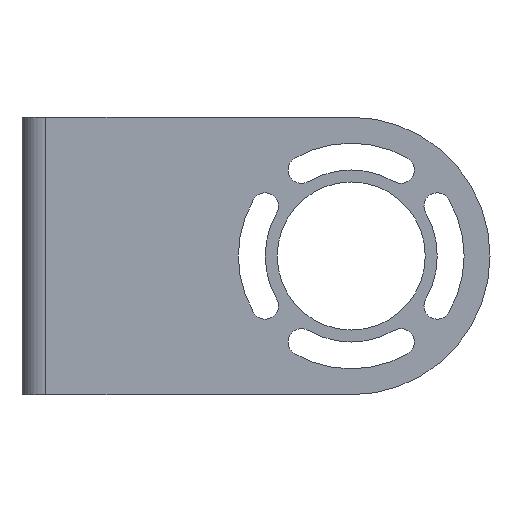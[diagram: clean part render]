
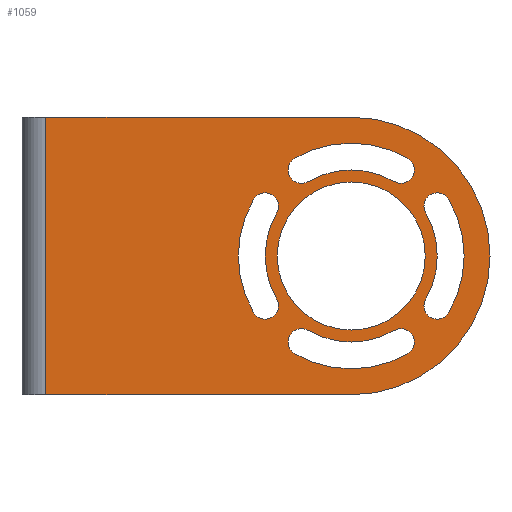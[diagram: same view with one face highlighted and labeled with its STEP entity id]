
A CAD part, front view. The second image highlights one B-rep face of the part: STEP entity #1059.
In plain terms, the highlighted planar face has unit normal (0, -1, 0).
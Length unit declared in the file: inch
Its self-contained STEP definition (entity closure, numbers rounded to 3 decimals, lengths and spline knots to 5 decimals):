
#296=CARTESIAN_POINT('',(0.,0.00094,0.));
#297=DIRECTION('',(0.,1.,0.));
#298=DIRECTION('',(0.,0.,1.));
#299=AXIS2_PLACEMENT_3D('',#296,#297,#298);
#301=DIRECTION('',(-1.,0.,0.));
#302=VECTOR('',#301,2.59843);
#303=CARTESIAN_POINT('',(0.,0.00094,-1.1811));
#304=LINE('',#303,#302);
#305=DIRECTION('',(1.,0.,0.));
#306=VECTOR('',#305,2.59843);
#307=CARTESIAN_POINT('',(-2.59843,0.00094,1.1811));
#308=LINE('',#307,#306);
#309=CARTESIAN_POINT('',(0.,0.00094,0.));
#310=DIRECTION('',(0.,1.,0.));
#311=DIRECTION('',(-0.866,0.,-0.5));
#312=AXIS2_PLACEMENT_3D('',#309,#310,#311);
#314=CARTESIAN_POINT('',(-0.73305,0.00094,
-0.42323));
#315=DIRECTION('',(0.,1.,0.));
#316=DIRECTION('',(0.866,0.,0.5));
#317=AXIS2_PLACEMENT_3D('',#314,#315,#316);
#319=CARTESIAN_POINT('',(0.,0.00094,0.));
#320=DIRECTION('',(0.,1.,0.));
#321=DIRECTION('',(-0.866,0.,-0.5));
#322=AXIS2_PLACEMENT_3D('',#319,#320,#321);
#324=CARTESIAN_POINT('',(-0.73305,0.00094,
0.42323));
#325=DIRECTION('',(0.,1.,0.));
#326=DIRECTION('',(-0.866,0.,0.5));
#327=AXIS2_PLACEMENT_3D('',#324,#325,#326);
#329=CARTESIAN_POINT('',(0.,0.00094,0.));
#330=DIRECTION('',(0.,1.,0.));
#331=DIRECTION('',(-0.5,0.,0.866));
#332=AXIS2_PLACEMENT_3D('',#329,#330,#331);
#334=CARTESIAN_POINT('',(0.42323,0.00094,
0.73305));
#335=DIRECTION('',(0.,1.,0.));
#336=DIRECTION('',(0.5,0.,0.866));
#337=AXIS2_PLACEMENT_3D('',#334,#335,#336);
#339=CARTESIAN_POINT('',(0.,0.00094,0.));
#340=DIRECTION('',(0.,1.,0.));
#341=DIRECTION('',(-0.5,0.,0.866));
#342=AXIS2_PLACEMENT_3D('',#339,#340,#341);
#344=CARTESIAN_POINT('',(-0.42323,0.00094,
0.73305));
#345=DIRECTION('',(0.,1.,0.));
#346=DIRECTION('',(0.5,0.,-0.866));
#347=AXIS2_PLACEMENT_3D('',#344,#345,#346);
#349=CARTESIAN_POINT('',(0.,0.00094,0.));
#350=DIRECTION('',(0.,1.,0.));
#351=DIRECTION('',(0.5,0.,-0.866));
#352=AXIS2_PLACEMENT_3D('',#349,#350,#351);
#354=CARTESIAN_POINT('',(-0.42323,0.00094,
-0.73305));
#355=DIRECTION('',(0.,1.,0.));
#356=DIRECTION('',(-0.5,0.,-0.866));
#357=AXIS2_PLACEMENT_3D('',#354,#355,#356);
#359=CARTESIAN_POINT('',(0.,0.00094,0.));
#360=DIRECTION('',(0.,1.,0.));
#361=DIRECTION('',(0.5,0.,-0.866));
#362=AXIS2_PLACEMENT_3D('',#359,#360,#361);
#364=CARTESIAN_POINT('',(0.42323,0.00094,
-0.73305));
#365=DIRECTION('',(0.,1.,0.));
#366=DIRECTION('',(-0.5,0.,0.866));
#367=AXIS2_PLACEMENT_3D('',#364,#365,#366);
#369=CARTESIAN_POINT('',(0.,0.00094,0.));
#370=DIRECTION('',(0.,1.,0.));
#371=DIRECTION('',(0.866,0.,0.5));
#372=AXIS2_PLACEMENT_3D('',#369,#370,#371);
#374=CARTESIAN_POINT('',(0.73305,0.00094,
0.42323));
#375=DIRECTION('',(0.,1.,0.));
#376=DIRECTION('',(-0.866,0.,-0.5));
#377=AXIS2_PLACEMENT_3D('',#374,#375,#376);
#379=CARTESIAN_POINT('',(0.,0.00094,0.));
#380=DIRECTION('',(0.,1.,0.));
#381=DIRECTION('',(0.866,0.,0.5));
#382=AXIS2_PLACEMENT_3D('',#379,#380,#381);
#384=CARTESIAN_POINT('',(0.73305,0.00094,
-0.42323));
#385=DIRECTION('',(0.,1.,0.));
#386=DIRECTION('',(0.866,0.,-0.5));
#387=AXIS2_PLACEMENT_3D('',#384,#385,#386);
#389=CARTESIAN_POINT('',(0.,0.00094,0.));
#390=DIRECTION('',(0.,1.,0.));
#391=DIRECTION('',(0.,0.,1.));
#392=AXIS2_PLACEMENT_3D('',#389,#390,#391);
#394=CARTESIAN_POINT('',(0.,0.00094,0.));
#395=DIRECTION('',(0.,1.,0.));
#396=DIRECTION('',(0.,0.,-1.));
#397=AXIS2_PLACEMENT_3D('',#394,#395,#396);
#408=DIRECTION('',(0.,0.,1.));
#409=VECTOR('',#408,2.3622);
#410=CARTESIAN_POINT('',(-2.59843,0.00094,
-1.1811));
#411=LINE('',#410,#409);
#563=CARTESIAN_POINT('',(0.,0.00094,1.1811));
#564=CARTESIAN_POINT('',(0.,0.00094,-1.1811));
#565=VERTEX_POINT('',#563);
#566=VERTEX_POINT('',#564);
#567=CARTESIAN_POINT('',(0.,0.00094,0.62992));
#568=CARTESIAN_POINT('',(0.,0.00094,-0.62992));
#569=VERTEX_POINT('',#567);
#570=VERTEX_POINT('',#568);
#583=CARTESIAN_POINT('',(-2.59843,0.00094,
-1.1811));
#584=VERTEX_POINT('',#583);
#585=CARTESIAN_POINT('',(-2.59843,0.00094,1.1811));
#586=VERTEX_POINT('',#585);
#667=CARTESIAN_POINT('',(-0.83193,0.00094,
-0.48031));
#668=CARTESIAN_POINT('',(-0.83193,0.00094,
0.48031));
#669=VERTEX_POINT('',#667);
#670=VERTEX_POINT('',#668);
#671=CARTESIAN_POINT('',(-0.63418,0.00094,
0.36614));
#672=VERTEX_POINT('',#671);
#673=CARTESIAN_POINT('',(-0.63418,0.00094,
-0.36614));
#674=VERTEX_POINT('',#673);
#675=CARTESIAN_POINT('',(-0.36614,0.00094,
0.63418));
#676=CARTESIAN_POINT('',(0.36614,0.00094,
0.63418));
#677=VERTEX_POINT('',#675);
#678=VERTEX_POINT('',#676);
#679=CARTESIAN_POINT('',(-0.48031,0.00094,
0.83193));
#680=VERTEX_POINT('',#679);
#681=CARTESIAN_POINT('',(0.48031,0.00094,
0.83193));
#682=VERTEX_POINT('',#681);
#683=CARTESIAN_POINT('',(0.36614,0.00094,
-0.63418));
#684=CARTESIAN_POINT('',(-0.36614,0.00094,
-0.63418));
#685=VERTEX_POINT('',#683);
#686=VERTEX_POINT('',#684);
#687=CARTESIAN_POINT('',(0.48031,0.00094,
-0.83193));
#688=VERTEX_POINT('',#687);
#689=CARTESIAN_POINT('',(-0.48031,0.00094,
-0.83193));
#690=VERTEX_POINT('',#689);
#691=CARTESIAN_POINT('',(0.83193,0.00094,
0.48031));
#692=CARTESIAN_POINT('',(0.83193,0.00094,
-0.48031));
#693=VERTEX_POINT('',#691);
#694=VERTEX_POINT('',#692);
#695=CARTESIAN_POINT('',(0.63418,0.00094,
-0.36614));
#696=VERTEX_POINT('',#695);
#697=CARTESIAN_POINT('',(0.63418,0.00094,
0.36614));
#698=VERTEX_POINT('',#697);
#1001=CARTESIAN_POINT('',(0.,0.00094,0.));
#1002=DIRECTION('',(0.,1.,0.));
#1003=DIRECTION('',(0.,0.,1.));
#1004=AXIS2_PLACEMENT_3D('',#1001,#1002,#1003);
#1005=PLANE('',#1004);
#1006=ORIENTED_EDGE('',*,*,#785,.T.);
#1007=ORIENTED_EDGE('',*,*,#800,.T.);
#1009=ORIENTED_EDGE('',*,*,#1008,.T.);
#1010=ORIENTED_EDGE('',*,*,#995,.T.);
#1011=EDGE_LOOP('',(#1006,#1007,#1009,#1010));
#1012=FACE_OUTER_BOUND('',#1011,.F.);
#1014=ORIENTED_EDGE('',*,*,#1013,.F.);
#1016=ORIENTED_EDGE('',*,*,#1015,.F.);
#1018=ORIENTED_EDGE('',*,*,#1017,.T.);
#1020=ORIENTED_EDGE('',*,*,#1019,.F.);
#1021=EDGE_LOOP('',(#1014,#1016,#1018,#1020));
#1022=FACE_BOUND('',#1021,.F.);
#1024=ORIENTED_EDGE('',*,*,#1023,.T.);
#1026=ORIENTED_EDGE('',*,*,#1025,.F.);
#1028=ORIENTED_EDGE('',*,*,#1027,.F.);
#1030=ORIENTED_EDGE('',*,*,#1029,.F.);
#1031=EDGE_LOOP('',(#1024,#1026,#1028,#1030));
#1032=FACE_BOUND('',#1031,.F.);
#1034=ORIENTED_EDGE('',*,*,#1033,.T.);
#1036=ORIENTED_EDGE('',*,*,#1035,.F.);
#1038=ORIENTED_EDGE('',*,*,#1037,.F.);
#1040=ORIENTED_EDGE('',*,*,#1039,.F.);
#1041=EDGE_LOOP('',(#1034,#1036,#1038,#1040));
#1042=FACE_BOUND('',#1041,.F.);
#1044=ORIENTED_EDGE('',*,*,#1043,.F.);
#1046=ORIENTED_EDGE('',*,*,#1045,.F.);
#1048=ORIENTED_EDGE('',*,*,#1047,.T.);
#1050=ORIENTED_EDGE('',*,*,#1049,.F.);
#1051=EDGE_LOOP('',(#1044,#1046,#1048,#1050));
#1052=FACE_BOUND('',#1051,.F.);
#1054=ORIENTED_EDGE('',*,*,#1053,.F.);
#1056=ORIENTED_EDGE('',*,*,#1055,.F.);
#1057=EDGE_LOOP('',(#1054,#1056));
#1058=FACE_BOUND('',#1057,.F.);
#1059=ADVANCED_FACE('',(#1012,#1022,#1032,#1042,#1052,#1058),#1005,.F.);
#300=CIRCLE('',#299,1.1811);
#313=CIRCLE('',#312,0.96063);
#318=CIRCLE('',#317,0.11417);
#323=CIRCLE('',#322,0.73228);
#328=CIRCLE('',#327,0.11417);
#333=CIRCLE('',#332,0.73228);
#338=CIRCLE('',#337,0.11417);
#343=CIRCLE('',#342,0.96063);
#348=CIRCLE('',#347,0.11417);
#353=CIRCLE('',#352,0.73228);
#358=CIRCLE('',#357,0.11417);
#363=CIRCLE('',#362,0.96063);
#368=CIRCLE('',#367,0.11417);
#373=CIRCLE('',#372,0.96063);
#378=CIRCLE('',#377,0.11417);
#383=CIRCLE('',#382,0.73228);
#388=CIRCLE('',#387,0.11417);
#393=CIRCLE('',#392,0.62992);
#398=CIRCLE('',#397,0.62992);
#785=EDGE_CURVE('',#565,#566,#300,.T.);
#800=EDGE_CURVE('',#566,#584,#304,.T.);
#995=EDGE_CURVE('',#586,#565,#308,.T.);
#1008=EDGE_CURVE('',#584,#586,#411,.T.);
#1013=EDGE_CURVE('',#669,#670,#313,.T.);
#1015=EDGE_CURVE('',#674,#669,#318,.T.);
#1017=EDGE_CURVE('',#674,#672,#323,.T.);
#1019=EDGE_CURVE('',#670,#672,#328,.T.);
#1023=EDGE_CURVE('',#677,#678,#333,.T.);
#1025=EDGE_CURVE('',#682,#678,#338,.T.);
#1027=EDGE_CURVE('',#680,#682,#343,.T.);
#1029=EDGE_CURVE('',#677,#680,#348,.T.);
#1033=EDGE_CURVE('',#685,#686,#353,.T.);
#1035=EDGE_CURVE('',#690,#686,#358,.T.);
#1037=EDGE_CURVE('',#688,#690,#363,.T.);
#1039=EDGE_CURVE('',#685,#688,#368,.T.);
#1043=EDGE_CURVE('',#693,#694,#373,.T.);
#1045=EDGE_CURVE('',#698,#693,#378,.T.);
#1047=EDGE_CURVE('',#698,#696,#383,.T.);
#1049=EDGE_CURVE('',#694,#696,#388,.T.);
#1053=EDGE_CURVE('',#569,#570,#393,.T.);
#1055=EDGE_CURVE('',#570,#569,#398,.T.);
